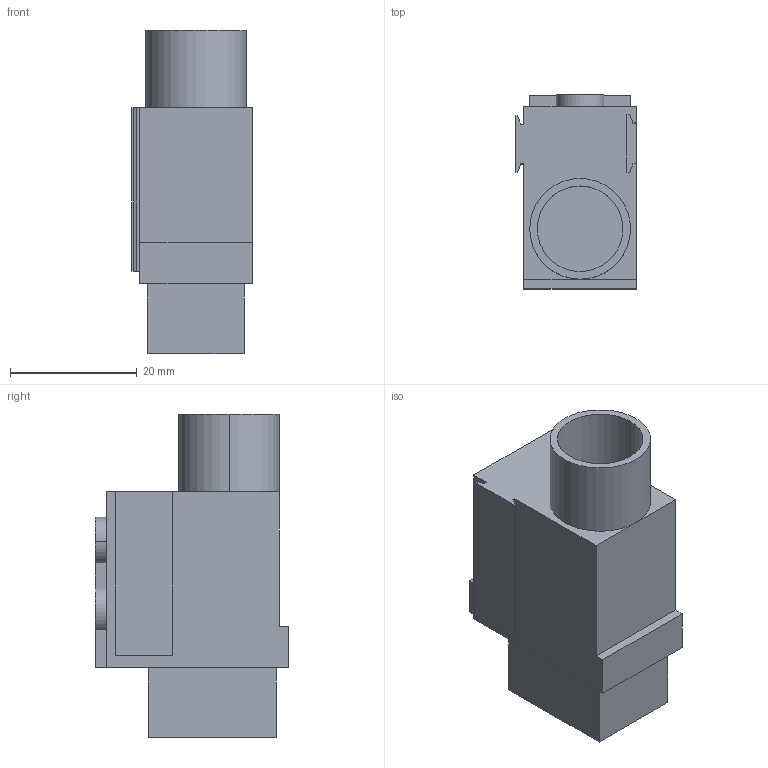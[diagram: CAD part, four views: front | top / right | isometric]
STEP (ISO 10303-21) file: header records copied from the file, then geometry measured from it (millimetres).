
FILE_DESCRIPTION (( 'STEP AP203' ), '1' );
FILE_NAME ('GMCBU-BBM-BFT.step', '2024-07-23T19:29:26', ( '' ), ( '' ), 'SwSTEP 2.0', 'SolidWorks 2023', '' );
FILE_SCHEMA (( 'CONFIG_CONTROL_DESIGN' ));
Length unit declared in the file: inch
Products named in the file (1): GMCBU-BBM-BFT
Bounding box: 19.05 x 30.6 x 51 mm (x, y, z)
Volume: 15263.9 mm3; surface area: 6827.3 mm2
Topology: 1 solids, 1 shells, 85 faces, 227 edges, 151 vertices
Faces by surface type: plane 71, cylinder 14
Entity records: 2686 total; most frequent: CARTESIAN_POINT 461, ORIENTED_EDGE 450, DIRECTION 425, EDGE_CURVE 225, LINE 197, VECTOR 197, VERTEX_POINT 150, AXIS2_PLACEMENT_3D 114
